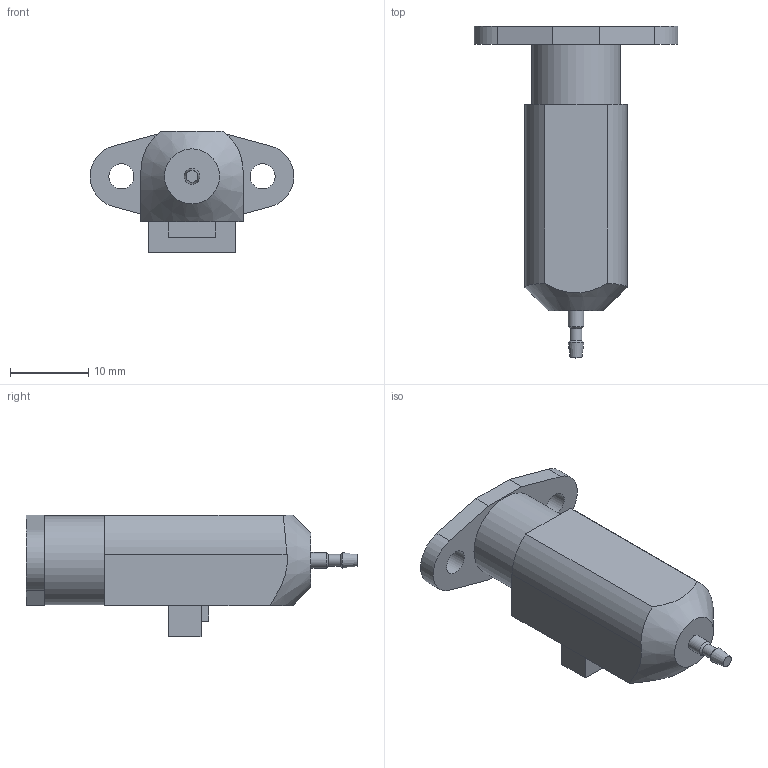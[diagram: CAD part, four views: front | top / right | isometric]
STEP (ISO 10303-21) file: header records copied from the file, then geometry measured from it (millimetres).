
FILE_DESCRIPTION(('FreeCAD Model'),'2;1');
FILE_NAME('bltouch_bed_leveling_sensor.step', '2018-12-25T18:37:56',('Felix Morgner'),(''), 'Open CASCADE STEP processor 7.3','FreeCAD','Unknown');
FILE_SCHEMA(('AUTOMOTIVE_DESIGN { 1 0 10303 214 1 1 1 1 }'));
Length unit declared in the file: millimetre
Products named in the file (1): BLTouch
Bounding box: 25.95 x 42.3 x 15.53 mm (x, y, z)
Volume: 5003.6 mm3; surface area: 2274.1 mm2
Topology: 1 solids, 1 shells, 39 faces, 92 edges, 60 vertices
Faces by surface type: plane 25, cylinder 10, cone 4
Full cylindrical faces by diameter (mm): 1.5 x1, 2 x1, 3.2 x2, 5 x1, 11.3 x1
Entity records: 2452 total; most frequent: CARTESIAN_POINT 520, DIRECTION 366, LINE 217, VECTOR 217, ORIENTED_EDGE 184, PCURVE 184, DEFINITIONAL_REPRESENTATION 184, EDGE_CURVE 92
